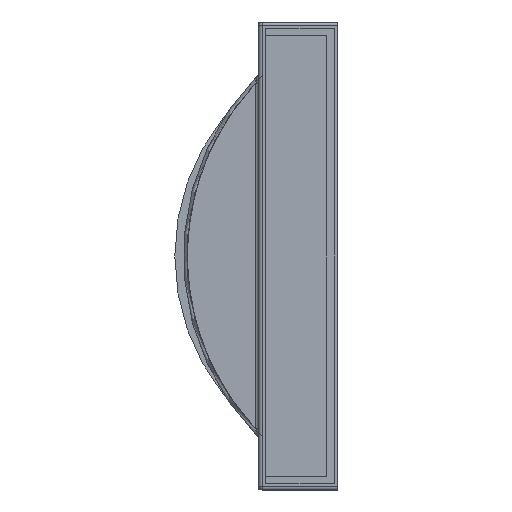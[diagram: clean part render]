
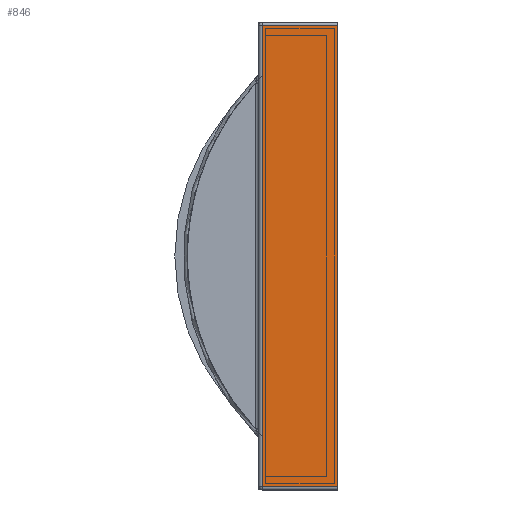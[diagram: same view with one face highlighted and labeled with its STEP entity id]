
A CAD part, left-side view. The second image highlights one B-rep face of the part: STEP entity #846.
In plain terms, the highlighted planar face has unit normal (-1, 0, 0).
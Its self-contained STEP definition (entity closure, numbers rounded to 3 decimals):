
#476 = CARTESIAN_POINT ( 'NONE',  ( -471., 0., 67. ) ) ;
#684 = ORIENTED_EDGE ( 'NONE', *, *, #13435, .T. ) ;
#760 = ORIENTED_EDGE ( 'NONE', *, *, #13708, .T. ) ;
#846 = ADVANCED_FACE ( 'NONE', ( #3706 ), #12252, .F. ) ;
#1106 = DIRECTION ( 'NONE',  ( 0., -1., 0. ) ) ;
#1108 = ORIENTED_EDGE ( 'NONE', *, *, #12209, .T. ) ;
#1122 = DIRECTION ( 'NONE',  ( 0., 1., 0. ) ) ;
#1477 = EDGE_LOOP ( 'NONE', ( #684, #760, #2421, #1108 ) ) ;
#1749 = AXIS2_PLACEMENT_3D ( 'NONE', #13234, #12113, #12099 ) ;
#1859 = VECTOR ( 'NONE', #5125, 1000. ) ;
#2302 = CARTESIAN_POINT ( 'NONE',  ( -471., 0., 66. ) ) ;
#2421 = ORIENTED_EDGE ( 'NONE', *, *, #14178, .T. ) ;
#3180 = LINE ( 'NONE', #2302, #5861 ) ;
#3706 = FACE_OUTER_BOUND ( 'NONE', #1477, .T. ) ;
#3939 = CARTESIAN_POINT ( 'NONE',  ( -471., 21.5, -66. ) ) ;
#3970 = CARTESIAN_POINT ( 'NONE',  ( -471., 21.5, 0. ) ) ;
#5125 = DIRECTION ( 'NONE',  ( 0., 0., -1. ) ) ;
#5316 = VECTOR ( 'NONE', #1106, 1000. ) ;
#5861 = VECTOR ( 'NONE', #1122, 1000. ) ;
#6775 = CARTESIAN_POINT ( 'NONE',  ( -471., 0., 66. ) ) ;
#7998 = LINE ( 'NONE', #3970, #1859 ) ;
#8579 = LINE ( 'NONE', #476, #11584 ) ;
#8587 = DIRECTION ( 'NONE',  ( 0., 0., 1. ) ) ;
#9170 = CARTESIAN_POINT ( 'NONE',  ( -471., 0., -66. ) ) ;
#9286 = CARTESIAN_POINT ( 'NONE',  ( -471., 0., -66. ) ) ;
#9774 = VERTEX_POINT ( 'NONE', #6775 ) ;
#10145 = VERTEX_POINT ( 'NONE', #9286 ) ;
#10331 = CARTESIAN_POINT ( 'NONE',  ( -471., 21.5, 66. ) ) ;
#11297 = VERTEX_POINT ( 'NONE', #10331 ) ;
#11374 = LINE ( 'NONE', #9170, #5316 ) ;
#11584 = VECTOR ( 'NONE', #8587, 1000. ) ;
#12099 = DIRECTION ( 'NONE',  ( 0., 0., -1. ) ) ;
#12113 = DIRECTION ( 'NONE',  ( 1., 0., 0. ) ) ;
#12209 = EDGE_CURVE ( 'NONE', #10145, #9774, #8579, .T. ) ;
#12252 = PLANE ( 'NONE',  #1749 ) ;
#12950 = VERTEX_POINT ( 'NONE', #3939 ) ;
#13234 = CARTESIAN_POINT ( 'NONE',  ( -471., 0., 0. ) ) ;
#13435 = EDGE_CURVE ( 'NONE', #9774, #11297, #3180, .T. ) ;
#13708 = EDGE_CURVE ( 'NONE', #11297, #12950, #7998, .T. ) ;
#14178 = EDGE_CURVE ( 'NONE', #12950, #10145, #11374, .T. ) ;
